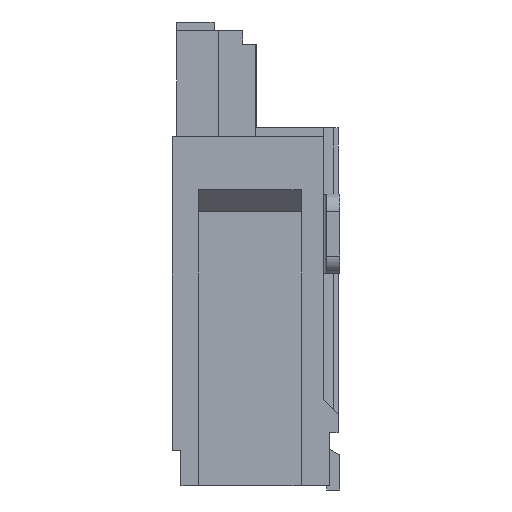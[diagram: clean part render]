
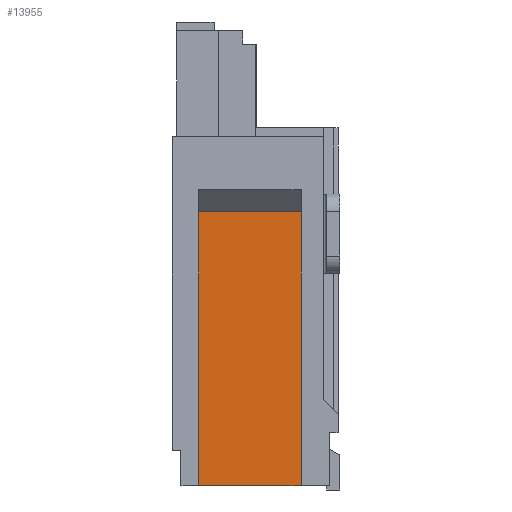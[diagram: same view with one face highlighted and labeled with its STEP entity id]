
A CAD part, left-side view. The second image highlights one B-rep face of the part: STEP entity #13955.
In plain terms, the highlighted planar face has unit normal (-1, 0, 0).
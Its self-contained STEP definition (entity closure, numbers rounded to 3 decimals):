
#4952=DIRECTION('',(0.,-1.,0.));
#4953=VECTOR('',#4952,1.16);
#4954=CARTESIAN_POINT('',(-3.6,1.58,-4.05));
#4955=LINE('',#4954,#4953);
#4976=DIRECTION('',(0.,1.,0.));
#4977=VECTOR('',#4976,1.16);
#4978=CARTESIAN_POINT('',(-3.6,0.42,-0.95));
#4979=LINE('',#4978,#4977);
#4980=DIRECTION('',(0.,0.,1.));
#4981=VECTOR('',#4980,3.1);
#4982=CARTESIAN_POINT('',(-3.6,1.58,-4.05));
#4983=LINE('',#4982,#4981);
#4992=DIRECTION('',(0.,0.,1.));
#4993=VECTOR('',#4992,3.1);
#4994=CARTESIAN_POINT('',(-3.6,0.42,-4.05));
#4995=LINE('',#4994,#4993);
#5487=CARTESIAN_POINT('',(-3.6,1.58,-4.05));
#5488=CARTESIAN_POINT('',(-3.6,0.42,-4.05));
#5489=VERTEX_POINT('',#5487);
#5490=VERTEX_POINT('',#5488);
#5557=CARTESIAN_POINT('',(-3.6,1.58,-0.95));
#5559=VERTEX_POINT('',#5557);
#5563=CARTESIAN_POINT('',(-3.6,0.42,-0.95));
#5564=VERTEX_POINT('',#5563);
#13941=CARTESIAN_POINT('',(-3.6,1.58,-4.05));
#13942=DIRECTION('',(1.,0.,0.));
#13943=DIRECTION('',(0.,-1.,0.));
#13944=AXIS2_PLACEMENT_3D('',#13941,#13942,#13943);
#13945=PLANE('',#13944);
#13947=ORIENTED_EDGE('',*,*,#13946,.F.);
#13949=ORIENTED_EDGE('',*,*,#13948,.F.);
#13950=ORIENTED_EDGE('',*,*,#13927,.F.);
#13952=ORIENTED_EDGE('',*,*,#13951,.T.);
#13953=EDGE_LOOP('',(#13947,#13949,#13950,#13952));
#13954=FACE_OUTER_BOUND('',#13953,.F.);
#13955=ADVANCED_FACE('',(#13954),#13945,.F.);
#13927=EDGE_CURVE('',#5489,#5490,#4955,.T.);
#13946=EDGE_CURVE('',#5564,#5559,#4979,.T.);
#13948=EDGE_CURVE('',#5490,#5564,#4995,.T.);
#13951=EDGE_CURVE('',#5489,#5559,#4983,.T.);
